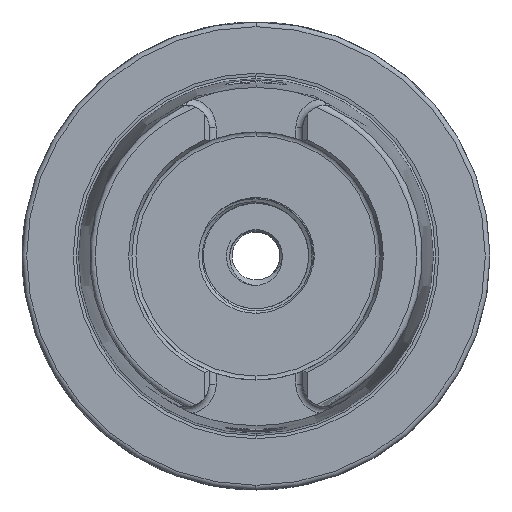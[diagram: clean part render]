
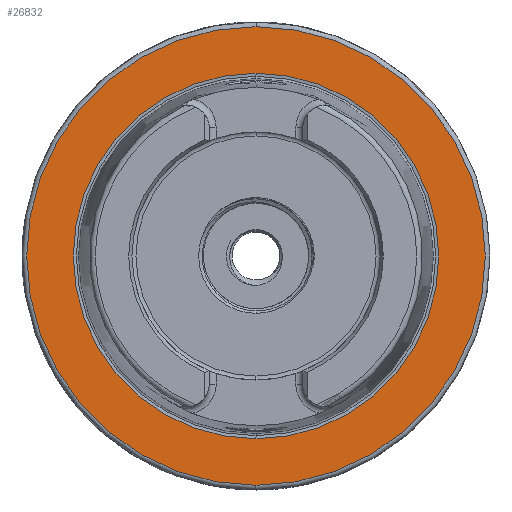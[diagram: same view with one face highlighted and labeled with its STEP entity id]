
A CAD part, left-side view. The second image highlights one B-rep face of the part: STEP entity #26832.
In plain terms, the highlighted planar face has unit normal (-1, 0, 0).
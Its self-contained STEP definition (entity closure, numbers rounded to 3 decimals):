
#13644 = PLANE ( 'NONE',  #15215 ) ;
#13645 = CARTESIAN_POINT ( 'NONE',  ( 0., 39.054, 0. ) ) ;
#13646 = DIRECTION ( 'NONE',  ( -1., 0., 0. ) ) ;
#13647 = DIRECTION ( 'NONE',  ( 0., 0., 1. ) ) ;
#13848 = CARTESIAN_POINT ( 'NONE',  ( 0., 0., -49. ) ) ;
#13849 = CARTESIAN_POINT ( 'NONE',  ( 0., 0., 49. ) ) ;
#13852 = CARTESIAN_POINT ( 'NONE',  ( 0., 0., -39.054 ) ) ;
#13853 = CARTESIAN_POINT ( 'NONE',  ( 0., 0., 39.054 ) ) ;
#14681 = EDGE_LOOP ( 'NONE', ( #15446, #15445 ) ) ;
#14692 = EDGE_LOOP ( 'NONE', ( #15443, #15444 ) ) ;
#15210 = FACE_OUTER_BOUND ( 'NONE', #14692, .T. ) ;
#15213 = FACE_BOUND ( 'NONE', #14681, .T. ) ;
#15215 = AXIS2_PLACEMENT_3D ( 'NONE', #13645, #13646, #13647 ) ;
#15443 = ORIENTED_EDGE ( 'NONE', *, *, #17116, .T. ) ;
#15444 = ORIENTED_EDGE ( 'NONE', *, *, #17352, .T. ) ;
#15445 = ORIENTED_EDGE ( 'NONE', *, *, #17351, .T. ) ;
#15446 = ORIENTED_EDGE ( 'NONE', *, *, #17122, .T. ) ;
#15832 = AXIS2_PLACEMENT_3D ( 'NONE', #21916, #21917, #21918 ) ;
#15839 = AXIS2_PLACEMENT_3D ( 'NONE', #21898, #21899, #21900 ) ;
#17116 = EDGE_CURVE ( 'NONE', #27065, #27064, #26406, .T. ) ;
#17122 = EDGE_CURVE ( 'NONE', #27069, #27068, #26403, .T. ) ;
#17351 = EDGE_CURVE ( 'NONE', #27068, #27069, #26308, .T. ) ;
#17352 = EDGE_CURVE ( 'NONE', #27064, #27065, #26307, .T. ) ;
#19969 = CARTESIAN_POINT ( 'NONE',  ( 0., 0., 0. ) ) ;
#19970 = DIRECTION ( 'NONE',  ( 1., 0., 0. ) ) ;
#19971 = DIRECTION ( 'NONE',  ( 0., 0., -1. ) ) ;
#19972 = CARTESIAN_POINT ( 'NONE',  ( 0., 0., 0. ) ) ;
#19973 = DIRECTION ( 'NONE',  ( -1., 0., 0. ) ) ;
#19974 = DIRECTION ( 'NONE',  ( 0., 0., 1. ) ) ;
#21898 = CARTESIAN_POINT ( 'NONE',  ( 0., 0., 0. ) ) ;
#21899 = DIRECTION ( 'NONE',  ( -1., 0., 0. ) ) ;
#21900 = DIRECTION ( 'NONE',  ( 0., 0., 1. ) ) ;
#21916 = CARTESIAN_POINT ( 'NONE',  ( 0., 0., 0. ) ) ;
#21917 = DIRECTION ( 'NONE',  ( 1., 0., 0. ) ) ;
#21918 = DIRECTION ( 'NONE',  ( 0., 0., -1. ) ) ;
#26307 = CIRCLE ( 'NONE', #28431, 49. ) ;
#26308 = CIRCLE ( 'NONE', #28432, 39.054 ) ;
#26403 = CIRCLE ( 'NONE', #15832, 39.054 ) ;
#26406 = CIRCLE ( 'NONE', #15839, 49. ) ;
#26832 = ADVANCED_FACE ( 'NONE', ( #15210, #15213 ), #13644, .T. ) ;
#27064 = VERTEX_POINT ( 'NONE', #13848 ) ;
#27065 = VERTEX_POINT ( 'NONE', #13849 ) ;
#27068 = VERTEX_POINT ( 'NONE', #13852 ) ;
#27069 = VERTEX_POINT ( 'NONE', #13853 ) ;
#28431 = AXIS2_PLACEMENT_3D ( 'NONE', #19972, #19973, #19974 ) ;
#28432 = AXIS2_PLACEMENT_3D ( 'NONE', #19969, #19970, #19971 ) ;
